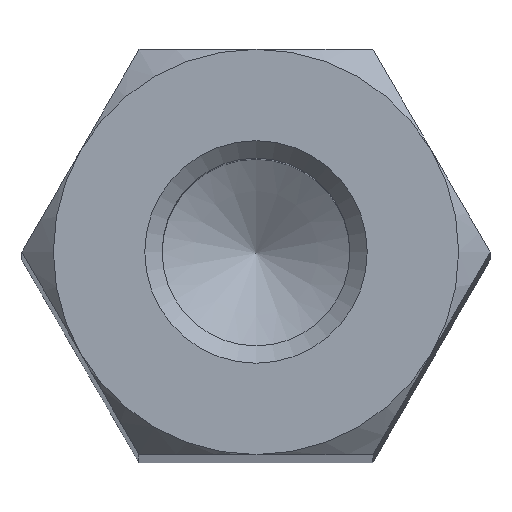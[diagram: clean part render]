
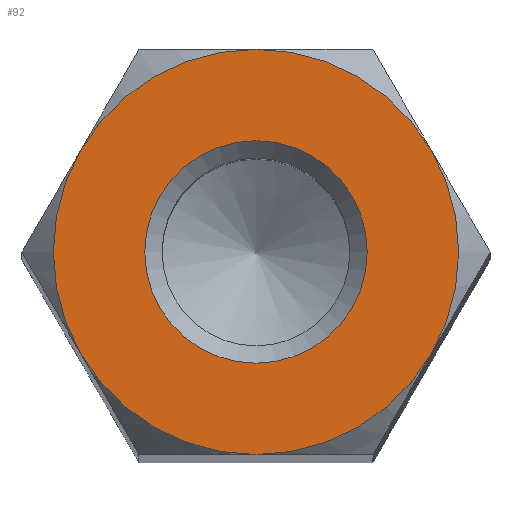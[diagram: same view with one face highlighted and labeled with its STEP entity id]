
A CAD part, top view. The second image highlights one B-rep face of the part: STEP entity #92.
In plain terms, the highlighted planar face has unit normal (0, 0, 1).
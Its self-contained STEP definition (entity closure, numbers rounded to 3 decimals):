
#92 = ADVANCED_FACE( '', ( #191, #192 ), #193, .T. );
#191 = FACE_BOUND( '', #292, .T. );
#192 = FACE_OUTER_BOUND( '', #293, .T. );
#193 = PLANE( '', #294 );
#292 = EDGE_LOOP( '', ( #475 ) );
#293 = EDGE_LOOP( '', ( #476, #477, #478, #479, #480, #481 ) );
#294 = AXIS2_PLACEMENT_3D( '', #482, #483, #484 );
#475 = ORIENTED_EDGE( '', *, *, #597, .T. );
#476 = ORIENTED_EDGE( '', *, *, #595, .F. );
#477 = ORIENTED_EDGE( '', *, *, #574, .F. );
#478 = ORIENTED_EDGE( '', *, *, #539, .F. );
#479 = ORIENTED_EDGE( '', *, *, #593, .T. );
#480 = ORIENTED_EDGE( '', *, *, #570, .F. );
#481 = ORIENTED_EDGE( '', *, *, #536, .F. );
#482 = CARTESIAN_POINT( '', ( 0., 0., 40. ) );
#483 = DIRECTION( '', ( 0., 0., 1. ) );
#484 = DIRECTION( '', ( 1., 0., 0. ) );
#536 = EDGE_CURVE( '', #615, #618, #619, .F. );
#539 = EDGE_CURVE( '', #622, #623, #624, .F. );
#570 = EDGE_CURVE( '', #618, #665, #673, .F. );
#574 = EDGE_CURVE( '', #623, #656, #677, .F. );
#593 = EDGE_CURVE( '', #622, #665, #701, .T. );
#595 = EDGE_CURVE( '', #656, #615, #703, .F. );
#597 = EDGE_CURVE( '', #705, #705, #706, .T. );
#615 = VERTEX_POINT( '', #725 );
#618 = VERTEX_POINT( '', #735 );
#619 = CIRCLE( '', #736, 3.5 );
#622 = VERTEX_POINT( '', #746 );
#623 = VERTEX_POINT( '', #747 );
#624 = CIRCLE( '', #748, 3.5 );
#656 = VERTEX_POINT( '', #837 );
#665 = VERTEX_POINT( '', #866 );
#673 = CIRCLE( '', #892, 3.5 );
#677 = CIRCLE( '', #906, 3.5 );
#701 = CIRCLE( '', #964, 3.5 );
#703 = CIRCLE( '', #966, 3.5 );
#705 = VERTEX_POINT( '', #968 );
#706 = CIRCLE( '', #969, 1.921 );
#725 = CARTESIAN_POINT( '', ( 0., -3.5, 40. ) );
#735 = CARTESIAN_POINT( '', ( -3.031, -1.75, 40. ) );
#736 = AXIS2_PLACEMENT_3D( '', #992, #993, #994 );
#746 = CARTESIAN_POINT( '', ( 0., 3.5, 40. ) );
#747 = CARTESIAN_POINT( '', ( 3.031, 1.75, 40. ) );
#748 = AXIS2_PLACEMENT_3D( '', #995, #996, #997 );
#837 = CARTESIAN_POINT( '', ( 3.031, -1.75, 40. ) );
#866 = CARTESIAN_POINT( '', ( -3.031, 1.75, 40. ) );
#892 = AXIS2_PLACEMENT_3D( '', #1015, #1016, #1017 );
#906 = AXIS2_PLACEMENT_3D( '', #1018, #1019, #1020 );
#964 = AXIS2_PLACEMENT_3D( '', #1040, #1041, #1042 );
#966 = AXIS2_PLACEMENT_3D( '', #1043, #1044, #1045 );
#968 = CARTESIAN_POINT( '', ( 0., 1.921, 40. ) );
#969 = AXIS2_PLACEMENT_3D( '', #1046, #1047, #1048 );
#992 = CARTESIAN_POINT( '', ( 0., 0., 40. ) );
#993 = DIRECTION( '', ( 0., 0., 1. ) );
#994 = DIRECTION( '', ( 1., 0., 0. ) );
#995 = CARTESIAN_POINT( '', ( 0., 0., 40. ) );
#996 = DIRECTION( '', ( 0., 0., 1. ) );
#997 = DIRECTION( '', ( 1., 0., 0. ) );
#1015 = CARTESIAN_POINT( '', ( 0., 0., 40. ) );
#1016 = DIRECTION( '', ( 0., 0., 1. ) );
#1017 = DIRECTION( '', ( 1., 0., 0. ) );
#1018 = CARTESIAN_POINT( '', ( 0., 0., 40. ) );
#1019 = DIRECTION( '', ( 0., 0., 1. ) );
#1020 = DIRECTION( '', ( 1., 0., 0. ) );
#1040 = CARTESIAN_POINT( '', ( 0., 0., 40. ) );
#1041 = DIRECTION( '', ( 0., 0., 1. ) );
#1042 = DIRECTION( '', ( 1., 0., 0. ) );
#1043 = CARTESIAN_POINT( '', ( 0., 0., 40. ) );
#1044 = DIRECTION( '', ( 0., 0., 1. ) );
#1045 = DIRECTION( '', ( 1., 0., 0. ) );
#1046 = CARTESIAN_POINT( '', ( 0., 0., 40. ) );
#1047 = DIRECTION( '', ( 0., 0., -1. ) );
#1048 = DIRECTION( '', ( 0., 1., 0. ) );
